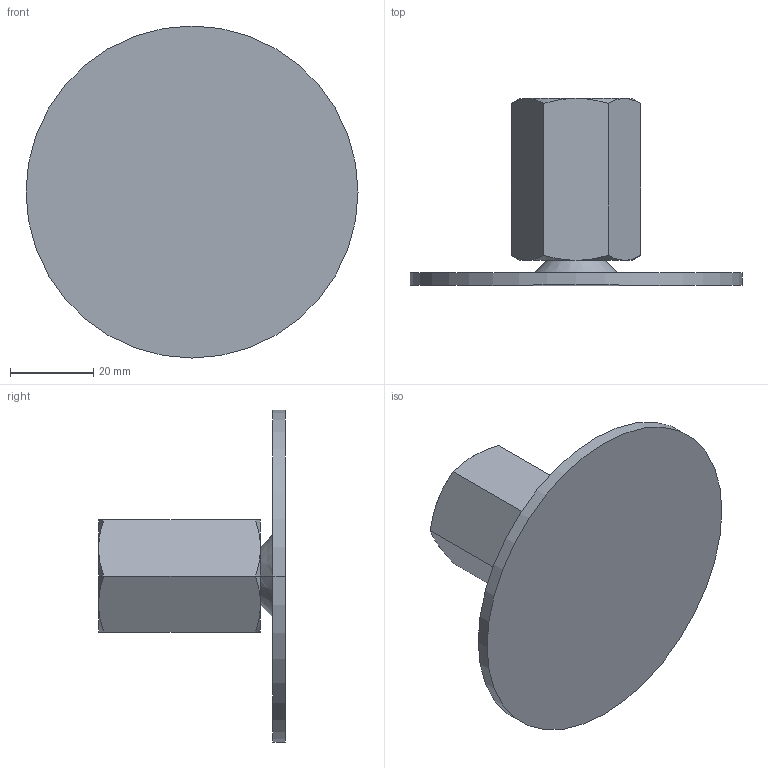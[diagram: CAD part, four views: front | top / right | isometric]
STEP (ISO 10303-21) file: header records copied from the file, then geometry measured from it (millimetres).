
FILE_DESCRIPTION(('STEP AP214'),'1');
FILE_NAME('HALDERN_EH_22593_2585.stp','2020-02-28T09:44:49',('TraceParts'),('TraceParts S.A.'),'Spatial InterOp 3D',' ',' ');
FILE_SCHEMA(('AUTOMOTIVE_DESIGN { 1 0 10303 214 1 1 1 1 }'));
Length unit declared in the file: millimetre
Products named in the file (1): HALDERN_EH_22593_2585_1
Bounding box: 80 x 45 x 80 mm (x, y, z)
Volume: 32804.6 mm3; surface area: 17468 mm2
Topology: 2 solids, 2 shells, 42 faces, 86 edges, 49 vertices
Faces by surface type: cone 24, plane 12, cylinder 6
Entity records: 1456 total; most frequent: CARTESIAN_POINT 273, DIRECTION 184, ORIENTED_EDGE 168, EDGE_CURVE 84, AXIS2_PLACEMENT_3D 80, VERTEX_POINT 49, EDGE_LOOP 45, STYLED_ITEM 42
